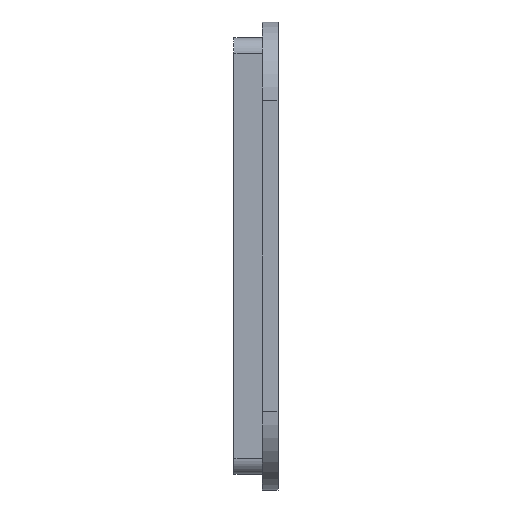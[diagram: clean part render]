
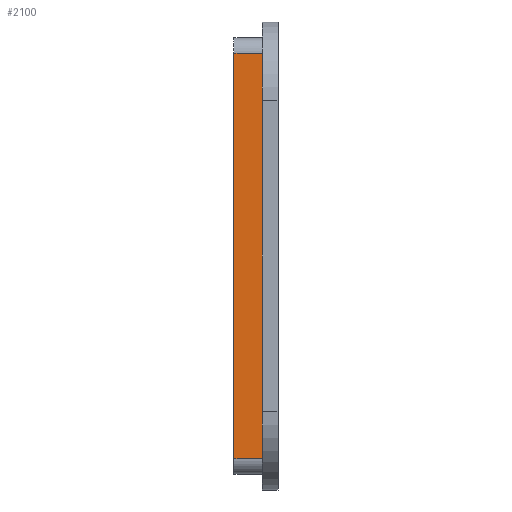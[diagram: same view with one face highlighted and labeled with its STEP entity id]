
A CAD part, left-side view. The second image highlights one B-rep face of the part: STEP entity #2100.
In plain terms, the highlighted planar face has unit normal (-1, 0, 0).
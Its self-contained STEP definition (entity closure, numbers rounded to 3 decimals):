
#166=PLANE('',#2325);
#269=FACE_OUTER_BOUND('',#425,.T.);
#425=EDGE_LOOP('',(#1990,#1991,#1992,#1993));
#427=LINE('',#2950,#615);
#475=LINE('',#3145,#663);
#484=LINE('',#3168,#672);
#493=LINE('',#3199,#681);
#615=VECTOR('',#2339,10.);
#663=VECTOR('',#2503,10.);
#672=VECTOR('',#2528,10.);
#681=VECTOR('',#2557,10.);
#912=VERTEX_POINT('',#2946);
#914=VERTEX_POINT('',#2949);
#1003=VERTEX_POINT('',#3143);
#1009=VERTEX_POINT('',#3167);
#1110=EDGE_CURVE('',#912,#914,#427,.T.);
#1208=EDGE_CURVE('',#1003,#912,#475,.T.);
#1219=EDGE_CURVE('',#914,#1009,#484,.T.);
#1235=EDGE_CURVE('',#1003,#1009,#493,.T.);
#1990=ORIENTED_EDGE('',*,*,#1208,.F.);
#1991=ORIENTED_EDGE('',*,*,#1235,.T.);
#1992=ORIENTED_EDGE('',*,*,#1219,.F.);
#1993=ORIENTED_EDGE('',*,*,#1110,.F.);
#2100=ADVANCED_FACE('',(#269),#166,.T.);
#2325=AXIS2_PLACEMENT_3D('',#3533,#2936,#2937);
#2339=DIRECTION('',(0.,0.,1.));
#2503=DIRECTION('',(0.,1.,0.));
#2528=DIRECTION('',(0.,-1.,0.));
#2557=DIRECTION('',(0.,0.,1.));
#2936=DIRECTION('center_axis',(-1.,0.,0.));
#2937=DIRECTION('ref_axis',(0.,0.,1.));
#2946=CARTESIAN_POINT('',(0.,3.6,-53.5));
#2949=CARTESIAN_POINT('',(0.,3.6,-2.));
#2950=CARTESIAN_POINT('',(0.,3.6,-55.5));
#3143=CARTESIAN_POINT('',(0.,0.,-53.5));
#3145=CARTESIAN_POINT('',(0.,0.,-53.5));
#3167=CARTESIAN_POINT('',(0.,0.,-2.));
#3168=CARTESIAN_POINT('',(0.,0.,-2.));
#3199=CARTESIAN_POINT('',(0.,0.,-41.625));
#3533=CARTESIAN_POINT('Origin',(0.,0.,-55.5));
